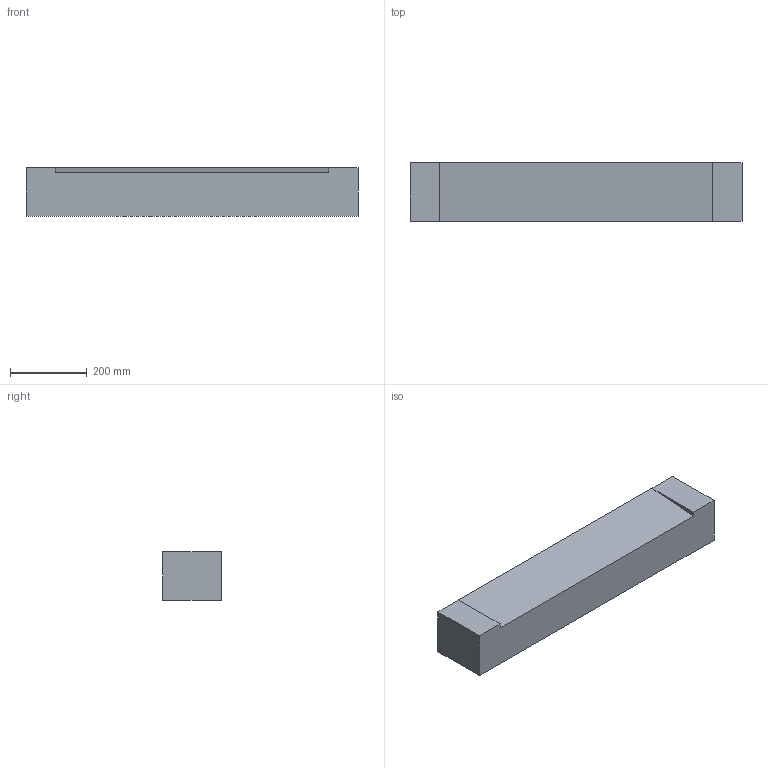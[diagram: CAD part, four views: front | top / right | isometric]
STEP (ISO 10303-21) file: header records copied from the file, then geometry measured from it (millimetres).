
FILE_DESCRIPTION(/* description */ (''),/* implementation_level */ '2;1');
FILE_NAME(/* name */ 'Lug sill 1.step',/* time_stamp */ '2022-08-16T14:07:20-05:00',/* author */ (''),/* organization */ (''),/* preprocessor_version */ 'ST-DEVELOPER v19',/* originating_system */ 'Autodesk Translation Framework v11.7.0.108',/* authorisation */ '');
FILE_SCHEMA (('AUTOMOTIVE_DESIGN { 1 0 10303 214 3 1 1 }'));
Length unit declared in the file: inch
Products named in the file (1): Lug sill 1
Bounding box: 863.6 x 152.4 x 127 mm (x, y, z)
Volume: 16026548.6 mm3; surface area: 514568.2 mm2
Topology: 1 solids, 1 shells, 10 faces, 22 edges, 14 vertices
Faces by surface type: plane 10
Entity records: 305 total; most frequent: CARTESIAN_POINT 47, ORIENTED_EDGE 44, DIRECTION 44, LINE 22, VECTOR 22, EDGE_CURVE 22, VERTEX_POINT 14, AXIS2_PLACEMENT_3D 11
